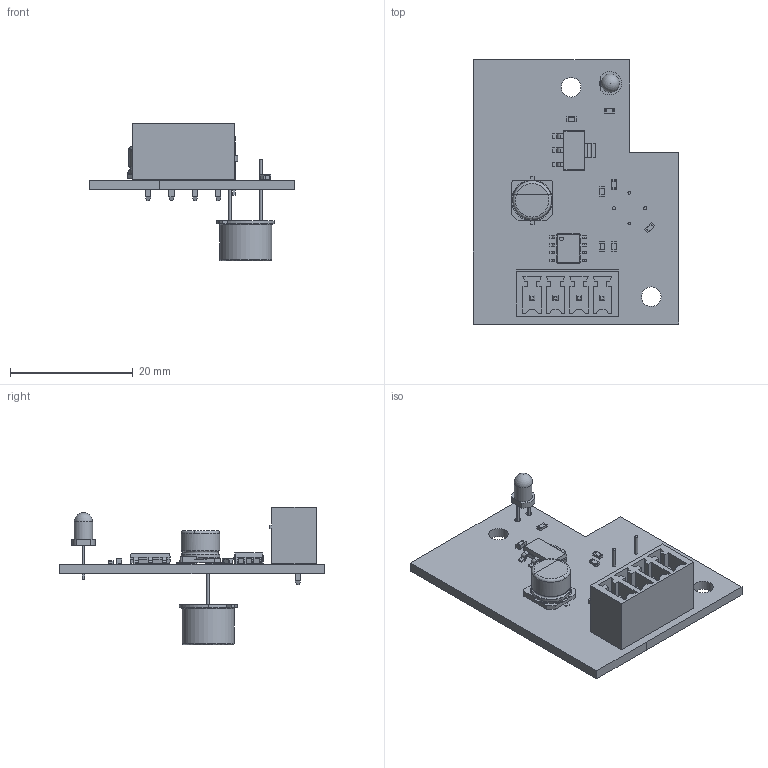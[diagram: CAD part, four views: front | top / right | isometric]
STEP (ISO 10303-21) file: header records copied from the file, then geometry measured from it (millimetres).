
FILE_DESCRIPTION(('KiCad electronic assembly'),'2;1');
FILE_NAME('i2c_verlängerung.step','2020-11-17T10:58:34',('An Author'),( 'A Company'),'Open CASCADE STEP processor 6.9', 'KiCad to STEP converter','Unknown');
FILE_SCHEMA(('AUTOMOTIVE_DESIGN { 1 0 10303 214 1 1 1 1 }'));
Length unit declared in the file: millimetre
Products named in the file (18): Open CASCADE STEP translator 6.9 1; C_0603_1608Metric; SOLID; TO-39-2; R_0603_1608Metric; LED_D3.0mm; CP_Elec_6.3x5.4_Nichicon; PhoenixContact_MCV_1,5_4-G-3.81_1x04_P3.81mm_Vertical; SOIC-8_3.9x4.9mm_P1.27mm; SOT-223; COMPOUND
Assembly tree (22 placements, depth 3):
  Open CASCADE STEP translator 6.9 1
    C_0603_1608Metric  x4
      SOLID
    TO-39-2
      SOLID
    R_0603_1608Metric  x3
      SOLID
    LED_D3.0mm
      SOLID
    CP_Elec_6.3x5.4_Nichicon
      SOLID
    PhoenixContact_MCV_1,5_4-G-3.81_1x04_P3.81mm_Vertical
      SOLID
    SOIC-8_3.9x4.9mm_P1.27mm
      SOLID
    SOT-223
      SOLID
    COMPOUND
Bounding box: 33.46 x 43 x 22.4 mm (x, y, z)
Volume: 3458.4 mm3; surface area: 5132.5 mm2
Topology: 14 solids, 14 shells, 663 faces, 1681 edges, 1071 vertices
Faces by surface type: plane 450, cylinder 154, bspline 50, torus 4, revolution 3, cone 1, sphere 1
Full cylindrical faces by diameter (mm): 0.45 x4, 0.48 x2, 0.6 x1, 1 x2, 1.2 x4, 3 x1, 3.2 x2, 6.3 x2, 8.5 x1
Entity records: 37568 total; most frequent: CARTESIAN_POINT 6925, DIRECTION 4963, LINE 3400, VECTOR 3400, ORIENTED_EDGE 2660, PCURVE 2660, DEFINITIONAL_REPRESENTATION 2660, EDGE_CURVE 1330
